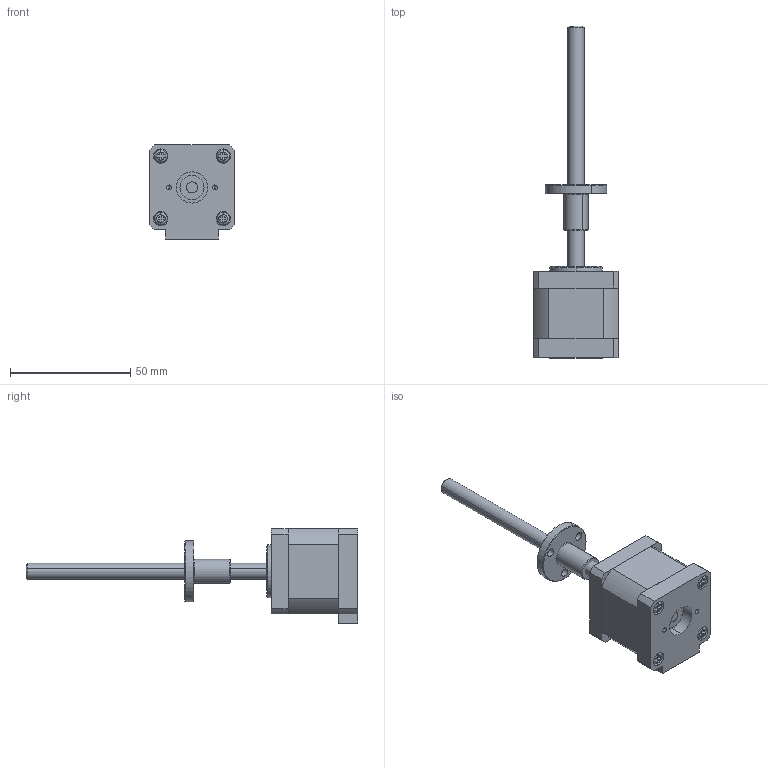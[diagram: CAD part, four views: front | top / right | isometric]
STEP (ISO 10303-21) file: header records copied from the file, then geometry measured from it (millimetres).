
FILE_DESCRIPTION (( 'STEP AP203' ), '1' );
FILE_NAME ('LSM143S-T6503-102-AR1-0.STEP', '2017-09-30T01:21:41', ( 'Windows' ), ( 'Microsoft' ), 'SwSTEP 2.0', 'SolidWorks 2014', '' );
FILE_SCHEMA (( 'CONFIG_CONTROL_DESIGN' ));
Length unit declared in the file: millimetre
Products named in the file (4): 圆形普通螺母AR1_圆形螺母A3; LSM143S-T6503-102-AR1-0; LE14HS3P4150-BR51A; T6503佪裝
Assembly tree (3 placements, depth 2):
  LSM143S-T6503-102-AR1-0
    LE14HS3P4150-BR51A
    T6503佪裝
    圆形普通螺母AR1_圆形螺母A3
Bounding box: 35.3 x 138 x 39.1 mm (x, y, z)
Volume: 49800.5 mm3; surface area: 15118.3 mm2
Topology: 4 solids, 4 shells, 344 faces, 848 edges, 550 vertices
Faces by surface type: plane 190, cylinder 118, cone 24, torus 12
Entity records: 10756 total; most frequent: CARTESIAN_POINT 2006, DIRECTION 1790, ORIENTED_EDGE 1688, EDGE_CURVE 844, AXIS2_PLACEMENT_3D 652, VERTEX_POINT 550, LINE 486, VECTOR 486
